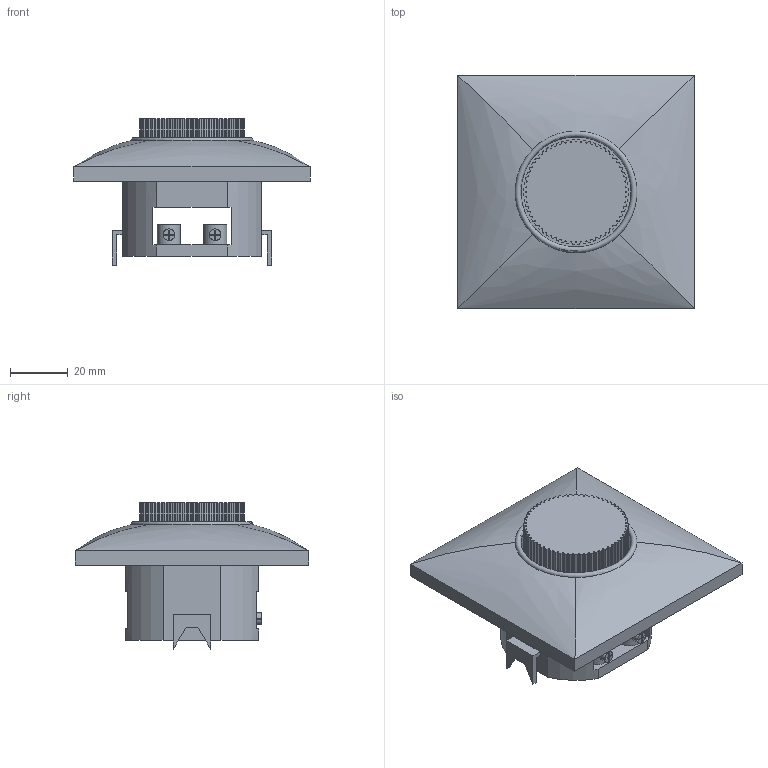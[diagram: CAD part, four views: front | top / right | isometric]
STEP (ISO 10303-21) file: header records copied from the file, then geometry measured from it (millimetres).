
FILE_DESCRIPTION (( 'STEP AP203' ), '1' );
FILE_NAME ('EDK10-K01-03-DM ÂÑÐ10-1-0-ÊÁ Ñâåòîðåãóëÿòîð ïîâîðîò ÊÂÀÐÒÀ (áåëûé).STEP', '2016-11-23T11:14:04', ( '' ), ( '' ), 'SwSTEP 2.0', 'SolidWorks 2014', '' );
FILE_SCHEMA (( 'CONFIG_CONTROL_DESIGN' ));
Length unit declared in the file: millimetre
Products named in the file (1): EDK10-K01-03-DM ÂÑÐ10-1-0-ÊÁ Ñâåòîðåãóëÿòîð ïîâîðîò ÊÂÀÐÒÀ (áåëûé)
Bounding box: 81.5 x 80.5 x 50.5 mm (x, y, z)
Volume: 97955.7 mm3; surface area: 34701.4 mm2
Topology: 1 solids, 1 shells, 363 faces, 1049 edges, 699 vertices
Faces by surface type: plane 201, cylinder 157, bspline 4, torus 1
Full cylindrical faces by diameter (mm): 4 x8, 6 x2, 8 x2, 38 x1
Entity records: 12331 total; most frequent: CARTESIAN_POINT 2444, DIRECTION 2076, ORIENTED_EDGE 2056, EDGE_CURVE 1028, AXIS2_PLACEMENT_3D 696, VERTEX_POINT 692, LINE 684, VECTOR 684
